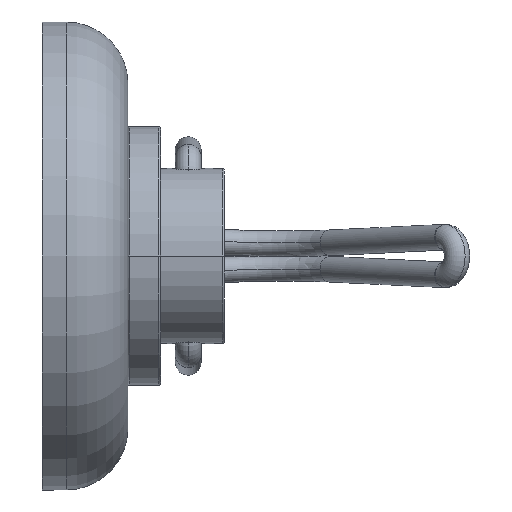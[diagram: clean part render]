
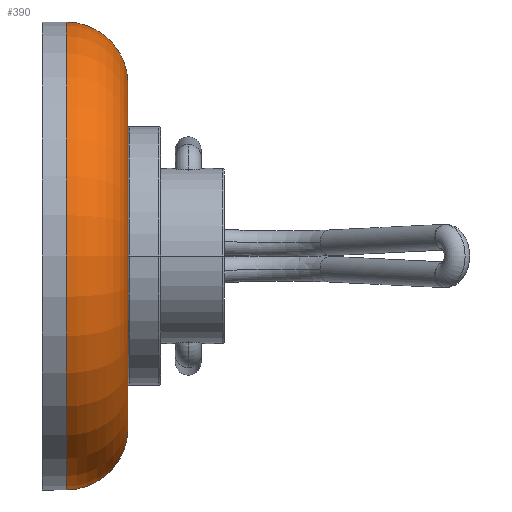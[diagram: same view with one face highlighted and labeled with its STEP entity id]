
A CAD part, left-side view. The second image highlights one B-rep face of the part: STEP entity #390.
In plain terms, the highlighted toroidal (fillet/blend) face has major radius 13.271 mm and minor radius 4.763 mm.
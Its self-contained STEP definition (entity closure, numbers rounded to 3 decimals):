
#104 = CARTESIAN_POINT ( 'NONE',  ( 0., 0., -13.271 ) ) ;
#253 = CIRCLE ( 'NONE', #3276, 4.762 ) ;
#354 = CARTESIAN_POINT ( 'NONE',  ( 0., 0., 0. ) ) ;
#361 = CARTESIAN_POINT ( 'NONE',  ( 0., 4.763, 0. ) ) ;
#390 = ADVANCED_FACE ( 'NONE', ( #4034 ), #4825, .T. ) ;
#441 = EDGE_CURVE ( 'NONE', #2555, #2906, #3358, .T. ) ;
#496 = AXIS2_PLACEMENT_3D ( 'NONE', #354, #1090, #3466 ) ;
#506 = EDGE_CURVE ( 'NONE', #2555, #2391, #253, .T. ) ;
#691 = CARTESIAN_POINT ( 'NONE',  ( 0., 4.763, -18.034 ) ) ;
#1016 = DIRECTION ( 'NONE',  ( 0., 0., 1. ) ) ;
#1067 = EDGE_LOOP ( 'NONE', ( #1898, #4683, #3416, #4644 ) ) ;
#1090 = DIRECTION ( 'NONE',  ( 0., 1., 0. ) ) ;
#1477 = DIRECTION ( 'NONE',  ( 0., 1., 0. ) ) ;
#1529 = CARTESIAN_POINT ( 'NONE',  ( 0., 4.763, -13.271 ) ) ;
#1611 = EDGE_CURVE ( 'NONE', #2906, #3709, #4007, .T. ) ;
#1691 = DIRECTION ( 'NONE',  ( -1., 0., 0. ) ) ;
#1856 = DIRECTION ( 'NONE',  ( 0., 0., 1. ) ) ;
#1898 = ORIENTED_EDGE ( 'NONE', *, *, #506, .F. ) ;
#2330 = DIRECTION ( 'NONE',  ( 0., 1., 0. ) ) ;
#2391 = VERTEX_POINT ( 'NONE', #691 ) ;
#2415 = AXIS2_PLACEMENT_3D ( 'NONE', #361, #2330, #3806 ) ;
#2555 = VERTEX_POINT ( 'NONE', #104 ) ;
#2574 = CARTESIAN_POINT ( 'NONE',  ( 0., 4.763, 13.271 ) ) ;
#2620 = AXIS2_PLACEMENT_3D ( 'NONE', #4962, #1477, #1856 ) ;
#2734 = CARTESIAN_POINT ( 'NONE',  ( 0., 4.763, 18.034 ) ) ;
#2873 = EDGE_CURVE ( 'NONE', #2391, #3709, #3310, .T. ) ;
#2906 = VERTEX_POINT ( 'NONE', #4969 ) ;
#3089 = DIRECTION ( 'NONE',  ( 0., 0., -1. ) ) ;
#3276 = AXIS2_PLACEMENT_3D ( 'NONE', #1529, #3799, #3089 ) ;
#3310 = CIRCLE ( 'NONE', #2415, 18.034 ) ;
#3358 = CIRCLE ( 'NONE', #496, 13.271 ) ;
#3359 = AXIS2_PLACEMENT_3D ( 'NONE', #2574, #1691, #1016 ) ;
#3416 = ORIENTED_EDGE ( 'NONE', *, *, #1611, .T. ) ;
#3466 = DIRECTION ( 'NONE',  ( 0., 0., 1. ) ) ;
#3709 = VERTEX_POINT ( 'NONE', #2734 ) ;
#3799 = DIRECTION ( 'NONE',  ( 1., 0., 0. ) ) ;
#3806 = DIRECTION ( 'NONE',  ( 0., 0., 1. ) ) ;
#4007 = CIRCLE ( 'NONE', #3359, 4.762 ) ;
#4034 = FACE_OUTER_BOUND ( 'NONE', #1067, .T. ) ;
#4644 = ORIENTED_EDGE ( 'NONE', *, *, #2873, .F. ) ;
#4683 = ORIENTED_EDGE ( 'NONE', *, *, #441, .T. ) ;
#4825 = TOROIDAL_SURFACE ( 'NONE', #2620, 13.271, 4.762 ) ;
#4962 = CARTESIAN_POINT ( 'NONE',  ( 0., 4.763, 0. ) ) ;
#4969 = CARTESIAN_POINT ( 'NONE',  ( 0., 0., 13.271 ) ) ;
